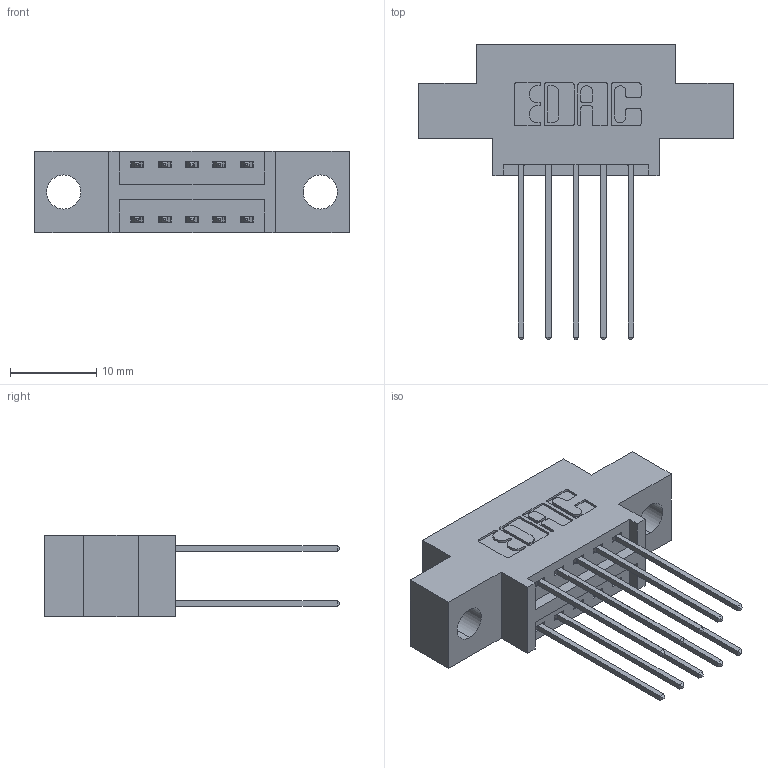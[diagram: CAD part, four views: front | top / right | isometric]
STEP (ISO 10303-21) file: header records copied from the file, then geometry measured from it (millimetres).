
FILE_DESCRIPTION (( 'STEP AP203' ), '1' );
FILE_NAME ('396-010-541-804.STEP', '2019-11-01T16:47:11', ( '' ), ( '' ), 'SwSTEP 2.0', 'SolidWorks 2016', '' );
FILE_SCHEMA (( 'CONFIG_CONTROL_DESIGN' ));
Length unit declared in the file: inch
Products named in the file (3): 346 Part_0.170 Offset - 0.156 Dia-TH; 345-292-001_345-293-141; 396-010-541-804
Assembly tree (11 placements, depth 2):
  396-010-541-804
    346 Part_0.170 Offset - 0.156 Dia-TH
    345-292-001_345-293-141  x10
Bounding box: 36.45 x 34.29 x 9.4 mm (x, y, z)
Volume: 3081.8 mm3; surface area: 3922.6 mm2
Topology: 11 solids, 11 shells, 646 faces, 1891 edges, 1246 vertices
Faces by surface type: plane 430, cylinder 216
Entity records: 8397 total; most frequent: CARTESIAN_POINT 1436, ORIENTED_EDGE 1370, DIRECTION 1317, EDGE_CURVE 685, VECTOR 533, LINE 533, VERTEX_POINT 454, AXIS2_PLACEMENT_3D 392
